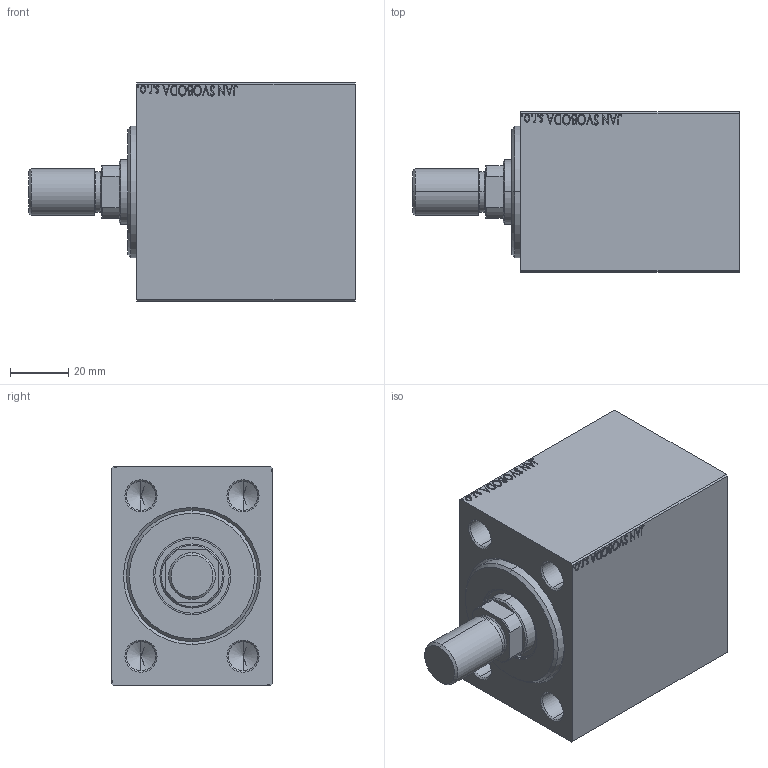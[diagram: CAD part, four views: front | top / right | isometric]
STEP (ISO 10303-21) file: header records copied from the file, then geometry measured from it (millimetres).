
FILE_DESCRIPTION (( 'STEP AP203' ), '1' );
FILE_NAME ('62d7.STEP', '2024-02-12T01:06:20', ( '' ), ( '' ), 'SwSTEP 2.0', 'SolidWorks 2019', '' );
FILE_SCHEMA (( 'CONFIG_CONTROL_DESIGN' ));
Length unit declared in the file: millimetre
Products named in the file (5): V450CM_MALE_METRIC eae41bce00e26aba3a9b5234f2165761; V450CM_VC_B eae41bce00e26aba3a9b5234f2165761; V450CM_B_VCP eae41bce00e26aba3a9b5234f2165761; 62d7; V450CM_B_Body eae41bce00e26aba3a9b5234f2165761
Assembly tree (4 placements, depth 2):
  62d7
    V450CM_B_Body eae41bce00e26aba3a9b5234f2165761
    V450CM_B_VCP eae41bce00e26aba3a9b5234f2165761
    V450CM_VC_B eae41bce00e26aba3a9b5234f2165761
    V450CM_MALE_METRIC eae41bce00e26aba3a9b5234f2165761
Bounding box: 112 x 55 x 75 mm (x, y, z)
Volume: 296816.7 mm3; surface area: 55576.6 mm2
Topology: 4 solids, 4 shells, 884 faces, 2254 edges, 1475 vertices
Faces by surface type: plane 402, bspline 380, cylinder 50, cone 50, torus 2
Entity records: 44415 total; most frequent: CARTESIAN_POINT 25102, ORIENTED_EDGE 4472, DIRECTION 2630, EDGE_CURVE 2236, VERTEX_POINT 1475, VECTOR 1328, LINE 1328, EDGE_LOOP 1001
